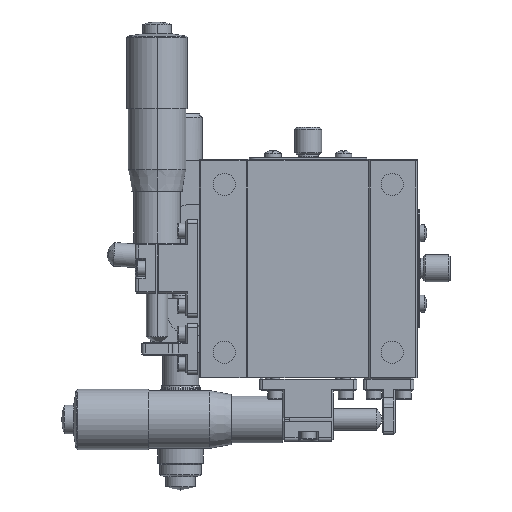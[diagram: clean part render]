
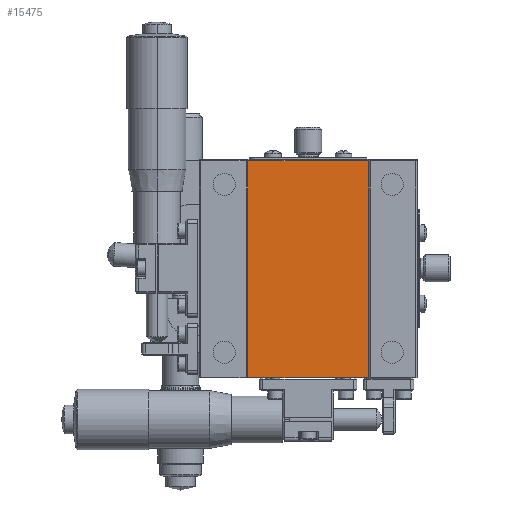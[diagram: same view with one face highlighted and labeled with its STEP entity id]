
A CAD part, front view. The second image highlights one B-rep face of the part: STEP entity #15475.
In plain terms, the highlighted planar face has unit normal (0, 1, 0).
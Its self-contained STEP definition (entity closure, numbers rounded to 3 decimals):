
#25 = CARTESIAN_POINT ( 'NONE',  ( 16.237, -12.941, 163.3 ) ) ;
#764 = CARTESIAN_POINT ( 'NONE',  ( -19.763, -12.941, 162.8 ) ) ;
#827 = ORIENTED_EDGE ( 'NONE', *, *, #5492, .T. ) ;
#2751 = VERTEX_POINT ( 'NONE', #12035 ) ;
#3464 = VERTEX_POINT ( 'NONE', #4291 ) ;
#4291 = CARTESIAN_POINT ( 'NONE',  ( 16.237, -12.941, 162.8 ) ) ;
#5492 = EDGE_CURVE ( 'NONE', #2751, #20780, #21276, .T. ) ;
#5636 = DIRECTION ( 'NONE',  ( 0., 1., 0. ) ) ;
#6517 = LINE ( 'NONE', #31703, #15978 ) ;
#6690 = AXIS2_PLACEMENT_3D ( 'NONE', #33842, #5636, #30429 ) ;
#6767 = EDGE_LOOP ( 'NONE', ( #32850, #21344, #827, #24867 ) ) ;
#7742 = CARTESIAN_POINT ( 'NONE',  ( -19.763, -12.941, 163.3 ) ) ;
#10880 = VECTOR ( 'NONE', #42326, 1000. ) ;
#12035 = CARTESIAN_POINT ( 'NONE',  ( 16.237, -12.941, 98.3 ) ) ;
#14881 = DIRECTION ( 'NONE',  ( 0., 0., 1. ) ) ;
#15160 = EDGE_CURVE ( 'NONE', #23121, #3464, #6517, .T. ) ;
#15475 = ADVANCED_FACE ( 'NONE', ( #33995 ), #40889, .T. ) ;
#15978 = VECTOR ( 'NONE', #35253, 1000. ) ;
#18541 = DIRECTION ( 'NONE',  ( -1., 0., 0. ) ) ;
#18690 = CARTESIAN_POINT ( 'NONE',  ( -1.763, -12.941, 98.3 ) ) ;
#20367 = LINE ( 'NONE', #25, #10880 ) ;
#20780 = VERTEX_POINT ( 'NONE', #37448 ) ;
#21276 = LINE ( 'NONE', #18690, #40051 ) ;
#21344 = ORIENTED_EDGE ( 'NONE', *, *, #28552, .T. ) ;
#23121 = VERTEX_POINT ( 'NONE', #764 ) ;
#24067 = EDGE_CURVE ( 'NONE', #20780, #23121, #31669, .T. ) ;
#24867 = ORIENTED_EDGE ( 'NONE', *, *, #24067, .T. ) ;
#28552 = EDGE_CURVE ( 'NONE', #3464, #2751, #20367, .T. ) ;
#30429 = DIRECTION ( 'NONE',  ( 0., 0., 1. ) ) ;
#31669 = LINE ( 'NONE', #7742, #38819 ) ;
#31703 = CARTESIAN_POINT ( 'NONE',  ( -1.763, -12.941, 162.8 ) ) ;
#32850 = ORIENTED_EDGE ( 'NONE', *, *, #15160, .T. ) ;
#33842 = CARTESIAN_POINT ( 'NONE',  ( -1.763, -12.941, 163.3 ) ) ;
#33995 = FACE_OUTER_BOUND ( 'NONE', #6767, .T. ) ;
#35253 = DIRECTION ( 'NONE',  ( 1., 0., 0. ) ) ;
#37448 = CARTESIAN_POINT ( 'NONE',  ( -19.763, -12.941, 98.3 ) ) ;
#38819 = VECTOR ( 'NONE', #14881, 1000. ) ;
#40051 = VECTOR ( 'NONE', #18541, 1000. ) ;
#40889 = PLANE ( 'NONE',  #6690 ) ;
#42326 = DIRECTION ( 'NONE',  ( 0., 0., -1. ) ) ;
